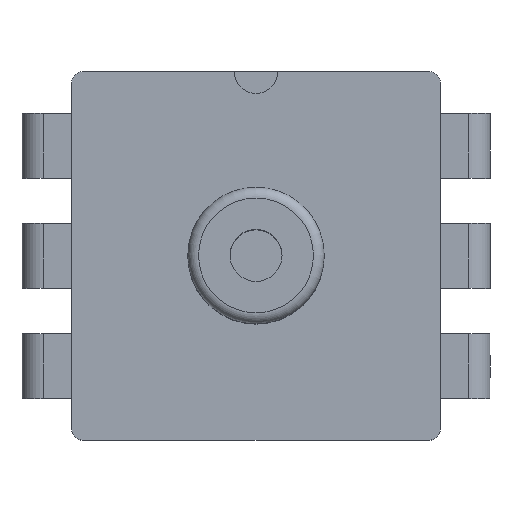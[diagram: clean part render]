
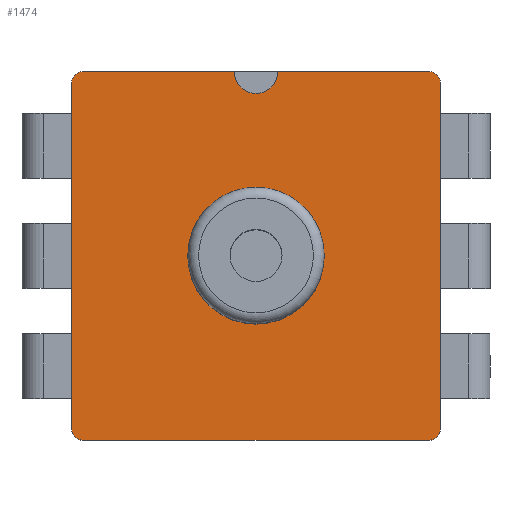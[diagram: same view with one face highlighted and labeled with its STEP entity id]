
A CAD part, top view. The second image highlights one B-rep face of the part: STEP entity #1474.
In plain terms, the highlighted planar face has unit normal (0, 0, 1).
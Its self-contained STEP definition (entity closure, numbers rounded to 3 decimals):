
#26=FACE_BOUND('',#176,.T.);
#28=PLANE('',#1577);
#92=FACE_OUTER_BOUND('',#175,.T.);
#175=EDGE_LOOP('',(#1022,#1023,#1024,#1025,#1026,#1027,#1028,#1029,#1030,
#1031));
#176=EDGE_LOOP('',(#1032));
#261=LINE('',#2141,#439);
#262=LINE('',#2145,#440);
#263=LINE('',#2149,#441);
#264=LINE('',#2153,#442);
#265=LINE('',#2156,#443);
#439=VECTOR('',#1712,10.);
#440=VECTOR('',#1715,10.);
#441=VECTOR('',#1718,10.);
#442=VECTOR('',#1721,10.);
#443=VECTOR('',#1724,10.);
#616=CIRCLE('',#1576,0.25);
#617=CIRCLE('',#1578,0.5);
#618=CIRCLE('',#1579,0.25);
#619=CIRCLE('',#1580,0.25);
#620=CIRCLE('',#1581,0.25);
#621=CIRCLE('',#1582,1.575);
#657=VERTEX_POINT('',#2134);
#658=VERTEX_POINT('',#2136);
#659=VERTEX_POINT('',#2140);
#660=VERTEX_POINT('',#2142);
#661=VERTEX_POINT('',#2144);
#662=VERTEX_POINT('',#2146);
#663=VERTEX_POINT('',#2148);
#664=VERTEX_POINT('',#2150);
#665=VERTEX_POINT('',#2152);
#666=VERTEX_POINT('',#2154);
#667=VERTEX_POINT('',#2157);
#802=EDGE_CURVE('',#657,#658,#616,.T.);
#804=EDGE_CURVE('',#659,#657,#261,.T.);
#805=EDGE_CURVE('',#659,#660,#617,.T.);
#806=EDGE_CURVE('',#661,#660,#262,.T.);
#807=EDGE_CURVE('',#662,#661,#618,.T.);
#808=EDGE_CURVE('',#663,#662,#263,.T.);
#809=EDGE_CURVE('',#664,#663,#619,.T.);
#810=EDGE_CURVE('',#665,#664,#264,.T.);
#811=EDGE_CURVE('',#666,#665,#620,.T.);
#812=EDGE_CURVE('',#658,#666,#265,.T.);
#813=EDGE_CURVE('',#667,#667,#621,.T.);
#1022=ORIENTED_EDGE('',*,*,#802,.F.);
#1023=ORIENTED_EDGE('',*,*,#804,.F.);
#1024=ORIENTED_EDGE('',*,*,#805,.T.);
#1025=ORIENTED_EDGE('',*,*,#806,.F.);
#1026=ORIENTED_EDGE('',*,*,#807,.F.);
#1027=ORIENTED_EDGE('',*,*,#808,.F.);
#1028=ORIENTED_EDGE('',*,*,#809,.F.);
#1029=ORIENTED_EDGE('',*,*,#810,.F.);
#1030=ORIENTED_EDGE('',*,*,#811,.F.);
#1031=ORIENTED_EDGE('',*,*,#812,.F.);
#1032=ORIENTED_EDGE('',*,*,#813,.F.);
#1474=ADVANCED_FACE('',(#92,#26),#28,.T.);
#1576=AXIS2_PLACEMENT_3D('',#2137,#1707,#1708);
#1577=AXIS2_PLACEMENT_3D('',#2139,#1710,#1711);
#1578=AXIS2_PLACEMENT_3D('',#2143,#1713,#1714);
#1579=AXIS2_PLACEMENT_3D('',#2147,#1716,#1717);
#1580=AXIS2_PLACEMENT_3D('',#2151,#1719,#1720);
#1581=AXIS2_PLACEMENT_3D('',#2155,#1722,#1723);
#1582=AXIS2_PLACEMENT_3D('',#2158,#1725,#1726);
#1707=DIRECTION('center_axis',(0.,0.,-1.));
#1708=DIRECTION('ref_axis',(0.707,0.707,0.));
#1710=DIRECTION('center_axis',(0.,0.,1.));
#1711=DIRECTION('ref_axis',(1.,0.,0.));
#1712=DIRECTION('',(1.,0.,0.));
#1713=DIRECTION('center_axis',(0.,0.,-1.));
#1714=DIRECTION('ref_axis',(-1.,0.,0.));
#1715=DIRECTION('',(1.,0.,0.));
#1716=DIRECTION('center_axis',(0.,0.,-1.));
#1717=DIRECTION('ref_axis',(-0.707,0.707,0.));
#1718=DIRECTION('',(0.,1.,0.));
#1719=DIRECTION('center_axis',(0.,0.,-1.));
#1720=DIRECTION('ref_axis',(-0.707,-0.707,0.));
#1721=DIRECTION('',(-1.,0.,0.));
#1722=DIRECTION('center_axis',(0.,0.,-1.));
#1723=DIRECTION('ref_axis',(0.707,-0.707,0.));
#1724=DIRECTION('',(0.,-1.,0.));
#1725=DIRECTION('center_axis',(0.,0.,1.));
#1726=DIRECTION('ref_axis',(1.,0.,0.));
#2134=CARTESIAN_POINT('',(4.,4.25,0.));
#2136=CARTESIAN_POINT('',(4.25,4.,0.));
#2137=CARTESIAN_POINT('Origin',(4.,4.,0.));
#2139=CARTESIAN_POINT('Origin',(0.,0.,0.));
#2140=CARTESIAN_POINT('',(0.5,4.25,0.));
#2141=CARTESIAN_POINT('',(-4.25,4.25,0.));
#2142=CARTESIAN_POINT('',(-0.5,4.25,0.));
#2143=CARTESIAN_POINT('Origin',(0.,4.25,0.));
#2144=CARTESIAN_POINT('',(-4.,4.25,0.));
#2145=CARTESIAN_POINT('',(-4.25,4.25,0.));
#2146=CARTESIAN_POINT('',(-4.25,4.,0.));
#2147=CARTESIAN_POINT('Origin',(-4.,4.,0.));
#2148=CARTESIAN_POINT('',(-4.25,-4.,0.));
#2149=CARTESIAN_POINT('',(-4.25,-4.25,0.));
#2150=CARTESIAN_POINT('',(-4.,-4.25,0.));
#2151=CARTESIAN_POINT('Origin',(-4.,-4.,0.));
#2152=CARTESIAN_POINT('',(4.,-4.25,0.));
#2153=CARTESIAN_POINT('',(4.25,-4.25,0.));
#2154=CARTESIAN_POINT('',(4.25,-4.,0.));
#2155=CARTESIAN_POINT('Origin',(4.,-4.,0.));
#2156=CARTESIAN_POINT('',(4.25,4.25,0.));
#2157=CARTESIAN_POINT('',(-1.575,0.,0.));
#2158=CARTESIAN_POINT('Origin',(0.,0.,0.));
